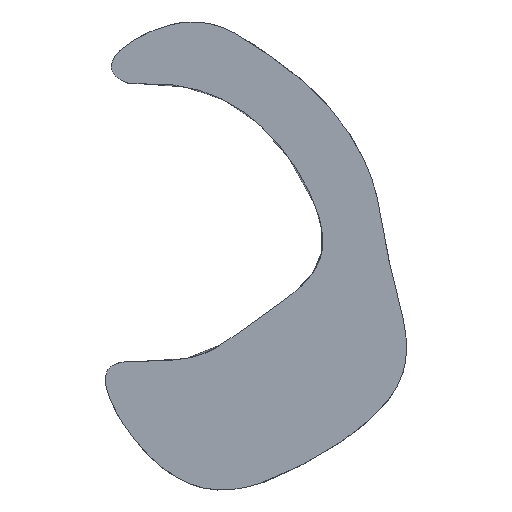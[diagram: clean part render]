
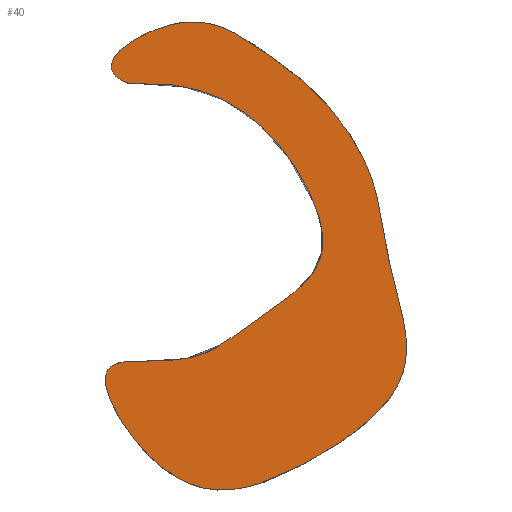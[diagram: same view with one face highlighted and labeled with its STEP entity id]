
A CAD part, top view. The second image highlights one B-rep face of the part: STEP entity #40.
In plain terms, the highlighted planar face has unit normal (0, 0, 1).
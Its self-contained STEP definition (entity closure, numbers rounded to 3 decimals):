
#36=B_SPLINE_CURVE_WITH_KNOTS('',3,(#128,#129,#130,#131,#132,#133,#134,
#135,#136,#137,#138,#139,#140,#141,#142,#143,#144),.UNSPECIFIED.,.F.,.F.,
(4,1,1,1,1,1,1,1,1,1,1,1,1,1,4),(0.,0.115,0.18,
0.25,0.303,0.359,0.43,
0.524,0.614,0.692,0.751,
0.814,0.876,0.934,1.),.UNSPECIFIED.);
#40=ADVANCED_FACE('',(#47),#43,.T.);
#43=PLANE('',#86);
#47=FACE_OUTER_BOUND('',#51,.T.);
#51=EDGE_LOOP('',(#61,#62));
#61=ORIENTED_EDGE('',*,*,#71,.T.);
#62=ORIENTED_EDGE('',*,*,#74,.T.);
#67=VERTEX_POINT('',#106);
#68=VERTEX_POINT('',#108);
#71=EDGE_CURVE('',#68,#67,#77,.T.);
#74=EDGE_CURVE('',#67,#68,#36,.T.);
#77=LINE('',#107,#81);
#81=VECTOR('',#92,1.);
#86=AXIS2_PLACEMENT_3D('',#162,#97,#98);
#92=DIRECTION('',(0.998,-0.059,0.));
#97=DIRECTION('',(0.,0.,1.));
#98=DIRECTION('',(1.,0.,0.));
#106=CARTESIAN_POINT('',(-0.599,0.897,0.132));
#107=CARTESIAN_POINT('',(-0.686,0.902,0.132));
#108=CARTESIAN_POINT('',(-0.686,0.902,0.132));
#128=CARTESIAN_POINT('',(-0.599,0.897,0.132));
#129=CARTESIAN_POINT('',(-0.277,0.911,0.132));
#130=CARTESIAN_POINT('',(0.125,0.708,0.132));
#131=CARTESIAN_POINT('',(0.494,-0.08,0.132));
#132=CARTESIAN_POINT('',(0.006,-0.348,0.132));
#133=CARTESIAN_POINT('',(-0.326,-0.646,0.132));
#134=CARTESIAN_POINT('',(-1.,-0.503,0.132));
#135=CARTESIAN_POINT('',(-0.426,-1.414,0.132));
#136=CARTESIAN_POINT('',(0.22,-1.212,0.132));
#137=CARTESIAN_POINT('',(0.947,-0.709,0.132));
#138=CARTESIAN_POINT('',(0.707,-0.116,0.132));
#139=CARTESIAN_POINT('',(0.665,0.398,0.132));
#140=CARTESIAN_POINT('',(0.399,0.817,0.132));
#141=CARTESIAN_POINT('',(0.015,1.105,0.132));
#142=CARTESIAN_POINT('',(-0.387,1.34,0.132));
#143=CARTESIAN_POINT('',(-0.912,0.994,0.132));
#144=CARTESIAN_POINT('',(-0.686,0.902,0.132));
#162=CARTESIAN_POINT('',(0.052,-1.239,0.132));
